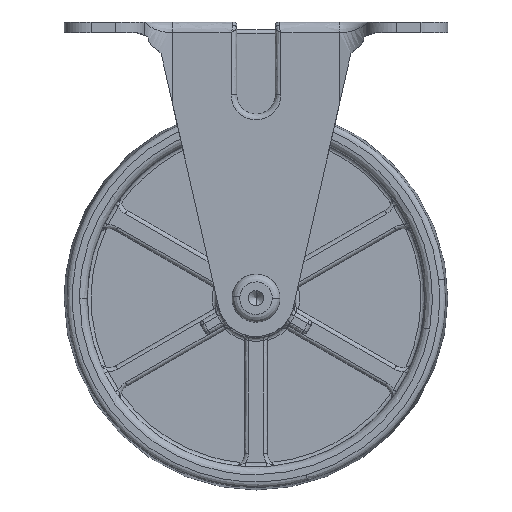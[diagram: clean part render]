
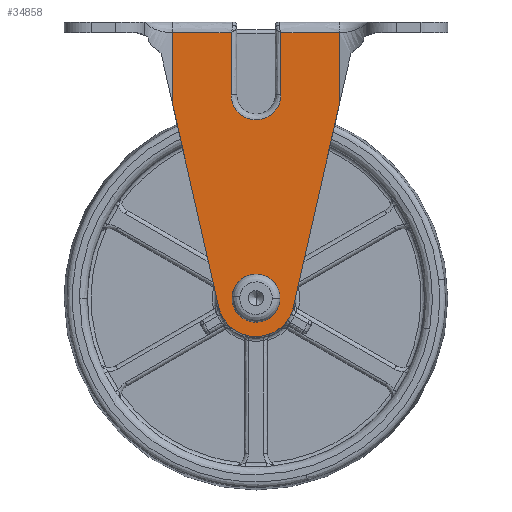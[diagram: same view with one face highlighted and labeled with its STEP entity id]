
A CAD part, front view. The second image highlights one B-rep face of the part: STEP entity #34858.
In plain terms, the highlighted free-form (B-spline) face has degree [1, 1] with [2, 2] control points.
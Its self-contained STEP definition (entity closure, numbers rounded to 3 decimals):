
#28033=CARTESIAN_POINT('',(-4.,-18.8,0.035));
#28034=VERTEX_POINT('',#28033);
#28040=CARTESIAN_POINT('',(0.0,-18.8,-4.0));
#28041=VERTEX_POINT('',#28040);
#28042=CARTESIAN_POINT('',(-4.,-18.8,0.035));
#28043=CARTESIAN_POINT('',(-4.0,-18.8,0.017));
#28044=CARTESIAN_POINT('',(-4.0,-18.8,0.0));
#28045=CARTESIAN_POINT('',(-4.,-18.8,-4.));
#28046=CARTESIAN_POINT('',(0.0,-18.8,-4.0));
#28054=(BOUNDED_CURVE()B_SPLINE_CURVE(2,(#28042,#28043,#28044,#28045,#28046),.UNSPECIFIED.,.F.,.U.)B_SPLINE_CURVE_WITH_KNOTS((3,2,3),(0.248,0.25,0.5),.UNSPECIFIED.)CURVE()GEOMETRIC_REPRESENTATION_ITEM()RATIONAL_B_SPLINE_CURVE((0.996,0.998,1.0,0.707,1.0))REPRESENTATION_ITEM(''));
#28055=EDGE_CURVE('',#28034,#28041,#28054,.T.);
#28057=CARTESIAN_POINT('',(3.969,-18.8,-0.497));
#28058=VERTEX_POINT('',#28057);
#28059=CARTESIAN_POINT('',(0.0,-18.8,-4.0));
#28060=CARTESIAN_POINT('',(3.531,-18.8,-4.));
#28061=CARTESIAN_POINT('',(3.969,-18.8,-0.497));
#28069=(BOUNDED_CURVE()B_SPLINE_CURVE(2,(#28059,#28060,#28061),.UNSPECIFIED.,.F.,.U.)B_SPLINE_CURVE_WITH_KNOTS((3,3),(0.5,0.729),.UNSPECIFIED.)CURVE()GEOMETRIC_REPRESENTATION_ITEM()RATIONAL_B_SPLINE_CURVE((1.0,0.732,0.954))REPRESENTATION_ITEM(''));
#28070=EDGE_CURVE('',#28041,#28058,#28069,.T.);
#28120=CARTESIAN_POINT('',(0.0,-18.8,4.0));
#28121=VERTEX_POINT('',#28120);
#28122=CARTESIAN_POINT('',(3.969,-18.8,-0.497));
#28123=CARTESIAN_POINT('',(4.,-18.8,-0.249));
#28124=CARTESIAN_POINT('',(4.0,-18.8,0.0));
#28125=CARTESIAN_POINT('',(4.,-18.8,4.));
#28126=CARTESIAN_POINT('',(0.0,-18.8,4.0));
#28134=(BOUNDED_CURVE()B_SPLINE_CURVE(2,(#28122,#28123,#28124,#28125,#28126),.UNSPECIFIED.,.F.,.U.)B_SPLINE_CURVE_WITH_KNOTS((3,2,3),(0.729,0.75,1.0),.UNSPECIFIED.)CURVE()GEOMETRIC_REPRESENTATION_ITEM()RATIONAL_B_SPLINE_CURVE((0.954,0.975,1.0,0.707,1.0))REPRESENTATION_ITEM(''));
#28135=EDGE_CURVE('',#28058,#28121,#28134,.T.);
#28137=CARTESIAN_POINT('',(0.0,-18.8,4.0));
#28138=CARTESIAN_POINT('',(-3.965,-18.8,4.0));
#28139=CARTESIAN_POINT('',(-4.,-18.8,0.035));
#28147=(BOUNDED_CURVE()B_SPLINE_CURVE(2,(#28137,#28138,#28139),.UNSPECIFIED.,.F.,.U.)B_SPLINE_CURVE_WITH_KNOTS((3,3),(0.0,0.248),.UNSPECIFIED.)CURVE()GEOMETRIC_REPRESENTATION_ITEM()RATIONAL_B_SPLINE_CURVE((1.0,0.709,0.996))REPRESENTATION_ITEM(''));
#28148=EDGE_CURVE('',#28121,#28034,#28147,.T.);
#29313=CARTESIAN_POINT('',(6.5,-18.8,69.2));
#29314=VERTEX_POINT('',#29313);
#30101=CARTESIAN_POINT('',(-6.5,-18.8,69.2));
#30102=VERTEX_POINT('',#30101);
#30329=CARTESIAN_POINT('',(21.703,-18.8,69.2));
#30330=VERTEX_POINT('',#30329);
#30331=CARTESIAN_POINT('',(21.703,-18.8,69.2));
#30332=CARTESIAN_POINT('',(16.636,-18.8,69.2));
#30333=CARTESIAN_POINT('',(11.568,-18.8,69.2));
#30334=CARTESIAN_POINT('',(6.5,-18.8,69.2));
#30335=B_SPLINE_CURVE_WITH_KNOTS('',3,(#30331,#30332,#30333,#30334),.UNSPECIFIED.,.F.,.U.,(4,4),(0.0,0.303),.UNSPECIFIED.);
#30336=EDGE_CURVE('',#30330,#29314,#30335,.T.);
#30482=CARTESIAN_POINT('',(-21.703,-18.8,69.2));
#30483=VERTEX_POINT('',#30482);
#30497=CARTESIAN_POINT('',(-6.5,-18.8,69.2));
#30498=CARTESIAN_POINT('',(-11.568,-18.8,69.2));
#30499=CARTESIAN_POINT('',(-16.636,-18.8,69.2));
#30500=CARTESIAN_POINT('',(-21.703,-18.8,69.2));
#30501=B_SPLINE_CURVE_WITH_KNOTS('',3,(#30497,#30498,#30499,#30500),.UNSPECIFIED.,.F.,.U.,(4,4),(0.697,1.0),.UNSPECIFIED.);
#30502=EDGE_CURVE('',#30102,#30483,#30501,.T.);
#31975=CARTESIAN_POINT('',(-6.5,-18.8,53.));
#31976=VERTEX_POINT('',#31975);
#31977=CARTESIAN_POINT('',(-6.5,-18.8,53.));
#31978=CARTESIAN_POINT('',(-6.5,-18.8,69.2));
#31979=QUASI_UNIFORM_CURVE('',1,(#31977,#31978),.UNSPECIFIED.,.F.,.U.);
#31980=EDGE_CURVE('',#31976,#30102,#31979,.T.);
#32028=CARTESIAN_POINT('',(6.5,-18.8,53.));
#32029=VERTEX_POINT('',#32028);
#32061=CARTESIAN_POINT('',(6.5,-18.8,53.));
#32062=CARTESIAN_POINT('',(6.5,-18.8,46.5));
#32063=CARTESIAN_POINT('',(0.,-18.8,46.5));
#32064=CARTESIAN_POINT('',(-6.5,-18.8,46.5));
#32065=CARTESIAN_POINT('',(-6.5,-18.8,53.));
#32073=(BOUNDED_CURVE()B_SPLINE_CURVE(2,(#32061,#32062,#32063,#32064,#32065),.UNSPECIFIED.,.F.,.U.)B_SPLINE_CURVE_WITH_KNOTS((3,2,3),(0.0,0.5,1.0),.UNSPECIFIED.)CURVE()GEOMETRIC_REPRESENTATION_ITEM()RATIONAL_B_SPLINE_CURVE((1.0,0.707,1.0,0.707,1.0))REPRESENTATION_ITEM(''));
#32074=EDGE_CURVE('',#32029,#31976,#32073,.T.);
#32093=CARTESIAN_POINT('',(6.5,-18.8,69.2));
#32094=CARTESIAN_POINT('',(6.5,-18.8,53.));
#32095=QUASI_UNIFORM_CURVE('',1,(#32093,#32094),.UNSPECIFIED.,.F.,.U.);
#32096=EDGE_CURVE('',#29314,#32029,#32095,.T.);
#32248=CARTESIAN_POINT('',(0.017,-18.8,-10.0));
#32249=VERTEX_POINT('',#32248);
#32270=CARTESIAN_POINT('',(9.752,-18.8,-2.214));
#32271=VERTEX_POINT('',#32270);
#32277=CARTESIAN_POINT('',(0.017,-18.8,-10.0));
#32278=CARTESIAN_POINT('',(7.987,-18.8,-9.986));
#32279=CARTESIAN_POINT('',(9.752,-18.8,-2.214));
#32287=(BOUNDED_CURVE()B_SPLINE_CURVE(2,(#32277,#32278,#32279),.UNSPECIFIED.,.F.,.U.)CURVE()GEOMETRIC_REPRESENTATION_ITEM()QUASI_UNIFORM_CURVE()RATIONAL_B_SPLINE_CURVE((1.0,0.782,1.0))REPRESENTATION_ITEM(''));
#32288=EDGE_CURVE('',#32249,#32271,#32287,.T.);
#32524=CARTESIAN_POINT('',(21.703,-18.8,50.43));
#32525=VERTEX_POINT('',#32524);
#32526=CARTESIAN_POINT('',(21.703,-18.8,50.43));
#32527=CARTESIAN_POINT('',(9.752,-18.8,-2.214));
#32528=QUASI_UNIFORM_CURVE('',1,(#32526,#32527),.UNSPECIFIED.,.F.,.U.);
#32529=EDGE_CURVE('',#32525,#32271,#32528,.T.);
#32824=CARTESIAN_POINT('',(-9.752,-18.8,-2.214));
#32825=VERTEX_POINT('',#32824);
#32831=CARTESIAN_POINT('',(-21.703,-18.8,50.43));
#32832=VERTEX_POINT('',#32831);
#32833=CARTESIAN_POINT('',(-9.752,-18.8,-2.214));
#32834=CARTESIAN_POINT('',(-21.703,-18.8,50.43));
#32835=QUASI_UNIFORM_CURVE('',1,(#32833,#32834),.UNSPECIFIED.,.F.,.U.);
#32836=EDGE_CURVE('',#32825,#32832,#32835,.T.);
#32884=CARTESIAN_POINT('',(-0.017,-18.8,-10.));
#32885=VERTEX_POINT('',#32884);
#32891=CARTESIAN_POINT('',(-9.752,-18.8,-2.214));
#32892=CARTESIAN_POINT('',(-7.987,-18.8,-9.986));
#32893=CARTESIAN_POINT('',(-0.017,-18.8,-10.));
#32901=(BOUNDED_CURVE()B_SPLINE_CURVE(2,(#32891,#32892,#32893),.UNSPECIFIED.,.F.,.U.)CURVE()GEOMETRIC_REPRESENTATION_ITEM()QUASI_UNIFORM_CURVE()RATIONAL_B_SPLINE_CURVE((1.0,0.782,1.0))REPRESENTATION_ITEM(''));
#32902=EDGE_CURVE('',#32825,#32885,#32901,.T.);
#34295=CARTESIAN_POINT('',(21.703,-18.8,50.43));
#34296=CARTESIAN_POINT('',(21.703,-18.8,69.2));
#34297=QUASI_UNIFORM_CURVE('',1,(#34295,#34296),.UNSPECIFIED.,.F.,.U.);
#34298=EDGE_CURVE('',#32525,#30330,#34297,.T.);
#34321=CARTESIAN_POINT('',(-21.703,-18.8,50.43));
#34322=CARTESIAN_POINT('',(-21.703,-18.8,69.2));
#34323=QUASI_UNIFORM_CURVE('',1,(#34321,#34322),.UNSPECIFIED.,.F.,.U.);
#34324=EDGE_CURVE('',#32832,#30483,#34323,.T.);
#34607=CARTESIAN_POINT('',(0.017,-18.8,-10.0));
#34608=CARTESIAN_POINT('',(-0.017,-18.8,-10.));
#34609=QUASI_UNIFORM_CURVE('',1,(#34607,#34608),.UNSPECIFIED.,.F.,.U.);
#34610=EDGE_CURVE('',#32249,#32885,#34609,.T.);
#34833=CARTESIAN_POINT('',(-23.871,-18.8,73.156));
#34834=CARTESIAN_POINT('',(-23.871,-18.8,-13.956));
#34835=CARTESIAN_POINT('',(23.871,-18.8,73.156));
#34836=CARTESIAN_POINT('',(23.871,-18.8,-13.956));
#34837=B_SPLINE_SURFACE_WITH_KNOTS('',1,1,((#34833,#34835),(#34834,#34836)),.UNSPECIFIED.,.F.,.F.,.U.,(2,2),(2,2),(0.0,87.112),(0.0,47.743),.UNSPECIFIED.);
#34838=ORIENTED_EDGE('',*,*,#31980,.T.);
#34839=ORIENTED_EDGE('',*,*,#30502,.T.);
#34840=ORIENTED_EDGE('',*,*,#34324,.F.);
#34841=ORIENTED_EDGE('',*,*,#32836,.F.);
#34842=ORIENTED_EDGE('',*,*,#32902,.T.);
#34843=ORIENTED_EDGE('',*,*,#34610,.F.);
#34844=ORIENTED_EDGE('',*,*,#32288,.T.);
#34845=ORIENTED_EDGE('',*,*,#32529,.F.);
#34846=ORIENTED_EDGE('',*,*,#34298,.T.);
#34847=ORIENTED_EDGE('',*,*,#30336,.T.);
#34848=ORIENTED_EDGE('',*,*,#32096,.T.);
#34849=ORIENTED_EDGE('',*,*,#32074,.T.);
#34850=EDGE_LOOP('',(#34838,#34839,#34840,#34841,#34842,#34843,#34844,#34845,#34846,#34847,#34848,#34849));
#34851=FACE_OUTER_BOUND('',#34850,.T.);
#34852=ORIENTED_EDGE('',*,*,#28148,.F.);
#34853=ORIENTED_EDGE('',*,*,#28135,.F.);
#34854=ORIENTED_EDGE('',*,*,#28070,.F.);
#34855=ORIENTED_EDGE('',*,*,#28055,.F.);
#34856=EDGE_LOOP('',(#34852,#34853,#34854,#34855));
#34857=FACE_BOUND('',#34856,.T.);
#34858=ADVANCED_FACE('',(#34851,#34857),#34837,.T.);
